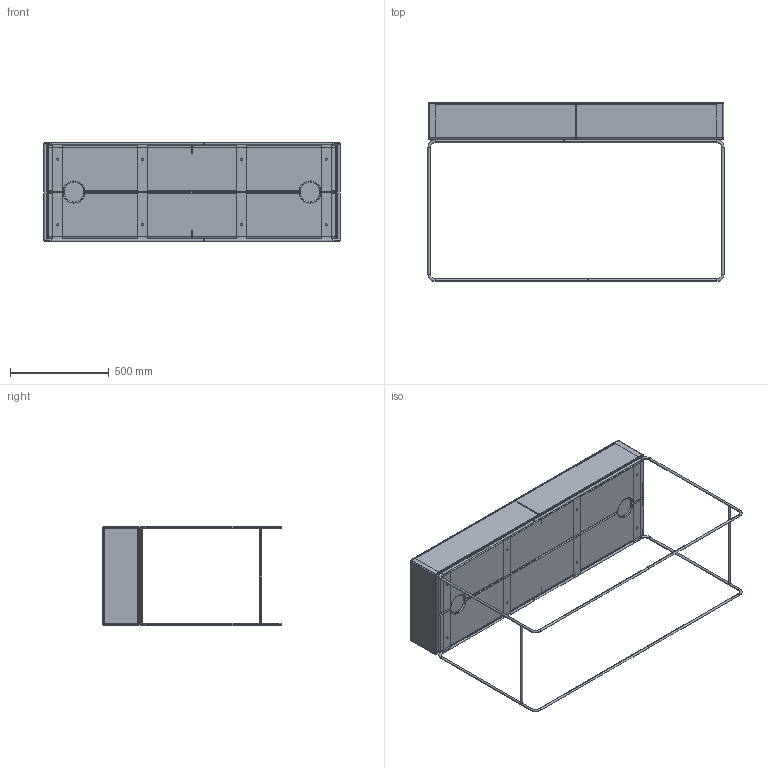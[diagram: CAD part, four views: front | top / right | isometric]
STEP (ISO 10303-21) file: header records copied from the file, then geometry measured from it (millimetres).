
FILE_DESCRIPTION (( 'STEP AP214' ), '1' );
FILE_NAME ('BRETT PR2.STEP', '2021-09-14T13:42:31', ( '' ), ( '' ), 'SwSTEP 2.0', 'SolidWorks 2021', '' );
FILE_SCHEMA (( 'AUTOMOTIVE_DESIGN' ));
Length unit declared in the file: millimetre
Products named in the file (6): BRETT PR2 Buxus PB 1496x498x200_Default<As Machined>; BRETT PR2; BRETT PR2_Part 1; BRETT PR2 Base; BRETT PR2_Part 2; BRETT PR2_Part 3
Assembly tree (12 placements, depth 3):
  BRETT PR2
    BRETT PR2 Base
      BRETT PR2_Part 1  x4
      BRETT PR2_Part 2  x2
      BRETT PR2_Part 3  x4
    BRETT PR2 Buxus PB 1496x498x200_Default<As Machined>
Bounding box: 1500 x 906 x 502 mm (x, y, z)
Volume: 24353843.3 mm3; surface area: 5749856 mm2
Topology: 17 solids, 17 shells, 289 faces, 646 edges, 388 vertices
Faces by surface type: cylinder 116, plane 99, torus 30, cone 16, bspline 16, sphere 12
Entity records: 6807 total; most frequent: CARTESIAN_POINT 2020, DIRECTION 960, ORIENTED_EDGE 920, EDGE_CURVE 460, AXIS2_PLACEMENT_3D 365, VERTEX_POINT 276, LINE 230, VECTOR 230
